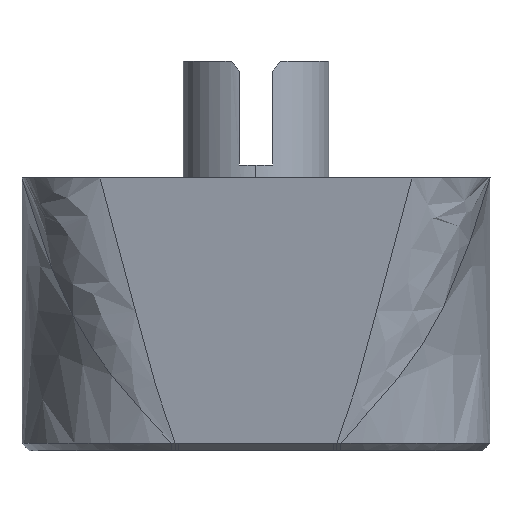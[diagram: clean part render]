
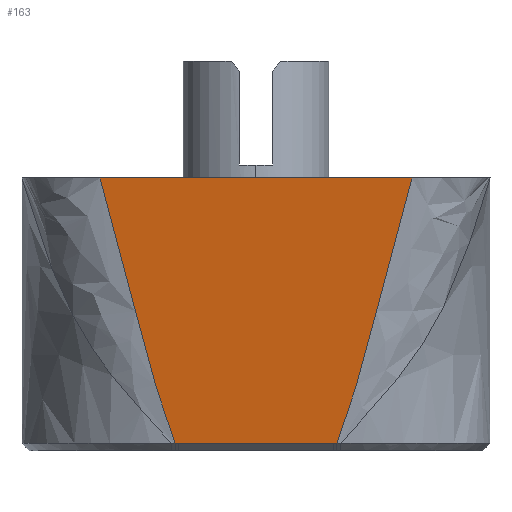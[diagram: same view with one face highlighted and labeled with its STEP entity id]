
A CAD part, front view. The second image highlights one B-rep face of the part: STEP entity #163.
In plain terms, the highlighted planar face has unit normal (0, -0.99, -0.141).
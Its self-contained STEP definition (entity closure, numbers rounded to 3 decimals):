
#163=ADVANCED_FACE('',(#299),#300,.F.);
#299=FACE_OUTER_BOUND('',#729,.T.);
#300=PLANE('',#730);
#729=EDGE_LOOP('',(#1346,#1347,#1348,#1349,#1350,#1351));
#730=AXIS2_PLACEMENT_3D('',#1352,#1353,#1354);
#1346=ORIENTED_EDGE('',*,*,#1912,.F.);
#1347=ORIENTED_EDGE('',*,*,#1909,.F.);
#1348=ORIENTED_EDGE('',*,*,#1915,.F.);
#1349=ORIENTED_EDGE('',*,*,#1934,.F.);
#1350=ORIENTED_EDGE('',*,*,#1935,.F.);
#1351=ORIENTED_EDGE('',*,*,#1931,.F.);
#1352=CARTESIAN_POINT('',(-9.0,-9.0,0.));
#1353=DIRECTION('',(0.,0.99,0.141));
#1354=DIRECTION('',(-1.0,0.,0.));
#1909=EDGE_CURVE('',#2241,#2243,#2244,.T.);
#1912=EDGE_CURVE('',#2243,#2236,#2248,.T.);
#1915=EDGE_CURVE('',#2251,#2241,#2253,.T.);
#1931=EDGE_CURVE('',#2236,#2277,#2278,.T.);
#1934=EDGE_CURVE('',#2282,#2251,#2283,.T.);
#1935=EDGE_CURVE('',#2277,#2282,#2284,.T.);
#2236=VERTEX_POINT('',#2751);
#2241=VERTEX_POINT('',#2757);
#2243=VERTEX_POINT('',#2760);
#2244=LINE('',#2761,#2762);
#2248=CIRCLE('',#2768,41.733);
#2251=VERTEX_POINT('',#2771);
#2253=CIRCLE('',#2774,41.737);
#2277=VERTEX_POINT('',#2810);
#2278=B_SPLINE_CURVE_WITH_KNOTS('',3,(#2811,#2812,#2813,#2814,#2815,#2816,#2817,#2818),.UNSPECIFIED.,.F.,.F.,(4,1,1,1,1,4),(0.03,0.19,0.351,0.673,0.834,1.1),.UNSPECIFIED.);
#2282=VERTEX_POINT('',#2838);
#2283=B_SPLINE_CURVE_WITH_KNOTS('',3,(#2839,#2840,#2841,#2842,#2843,#2844,#2845,#2846),.UNSPECIFIED.,.F.,.F.,(4,1,1,1,1,4),(0.046,0.312,0.473,0.795,0.956,1.117),.UNSPECIFIED.);
#2284=LINE('',#2847,#2848);
#2751=CARTESIAN_POINT('',(-3.112,-7.542,-10.203));
#2757=CARTESIAN_POINT('',(3.,-7.542,-10.203));
#2760=CARTESIAN_POINT('',(-3.,-7.542,-10.203));
#2761=CARTESIAN_POINT('',(-4.5,-7.542,-10.203));
#2762=VECTOR('',#3370,10.0);
#2768=AXIS2_PLACEMENT_3D('',#3373,#3374,#3375);
#2771=CARTESIAN_POINT('',(3.112,-7.542,-10.203));
#2774=AXIS2_PLACEMENT_3D('',#3380,#3381,#3382);
#2810=CARTESIAN_POINT('',(-5.997,-9.,0.));
#2811=CARTESIAN_POINT('',(-3.112,-7.542,-10.203));
#2812=CARTESIAN_POINT('',(-3.297,-7.614,-9.705));
#2813=CARTESIAN_POINT('',(-3.647,-7.757,-8.7));
#2814=CARTESIAN_POINT('',(-4.251,-8.048,-6.661));
#2815=CARTESIAN_POINT('',(-4.762,-8.343,-4.598));
#2816=CARTESIAN_POINT('',(-5.376,-8.685,-2.203));
#2817=CARTESIAN_POINT('',(-5.75,-8.88,-0.843));
#2818=CARTESIAN_POINT('',(-5.997,-9.,0.));
#2838=CARTESIAN_POINT('',(5.997,-9.,0.));
#2839=CARTESIAN_POINT('',(5.997,-9.,0.));
#2840=CARTESIAN_POINT('',(5.75,-8.879,-0.844));
#2841=CARTESIAN_POINT('',(5.376,-8.685,-2.203));
#2842=CARTESIAN_POINT('',(4.762,-8.343,-4.599));
#2843=CARTESIAN_POINT('',(4.251,-8.048,-6.661));
#2844=CARTESIAN_POINT('',(3.646,-7.757,-8.7));
#2845=CARTESIAN_POINT('',(3.297,-7.614,-9.705));
#2846=CARTESIAN_POINT('',(3.112,-7.542,-10.203));
#2847=CARTESIAN_POINT('',(-9.0,-9.0,0.));
#2848=VECTOR('',#3409,10.0);
#3370=DIRECTION('',(-1.0,0.,0.));
#3373=CARTESIAN_POINT('',(-3.001,-1.64,-51.517));
#3374=DIRECTION('',(0.,-0.99,-0.141));
#3375=DIRECTION('',(0.,-0.141,0.99));
#3380=CARTESIAN_POINT('',(3.001,-1.64,-51.52));
#3381=DIRECTION('',(0.,-0.99,-0.141));
#3382=DIRECTION('',(0.003,-0.141,0.99));
#3409=DIRECTION('',(1.0,0.,0.));
